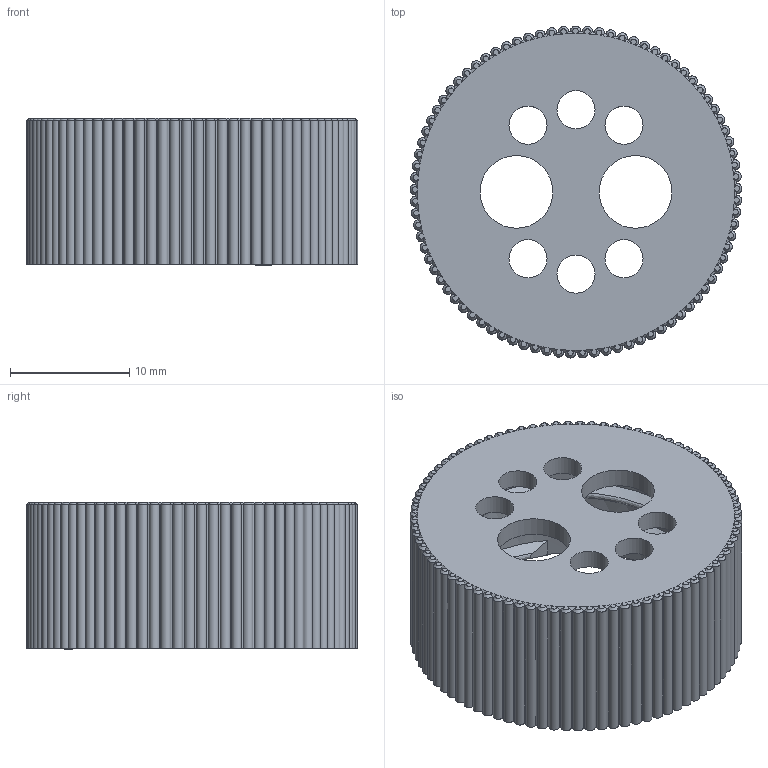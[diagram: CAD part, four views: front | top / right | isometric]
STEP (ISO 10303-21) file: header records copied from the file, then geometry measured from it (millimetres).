
FILE_DESCRIPTION(/* description */ (''),/* implementation_level */ '2;1');
FILE_NAME(/* name */ 'vial_cap_2x6.1_6x3.2_ports.step',/* time_stamp */ '2025-10-01T11:22:12+01:00',/* author */ (''),/* organization */ (''),/* preprocessor_version */ 'ST-DEVELOPER v20.1',/* originating_system */ 'Autodesk Translation Framework v14.17.0.0',/* authorisation */ '');
FILE_SCHEMA (('AUTOMOTIVE_DESIGN { 1 0 10303 214 3 1 1 }'));
Length unit declared in the file: millimetre
Products named in the file (1): 2025-09-29-09-19-42-543
Bounding box: 27.85 x 27.85 x 12.38 mm (x, y, z)
Volume: 2472.7 mm3; surface area: 3711.2 mm2
Topology: 1 solids, 1 shells, 364 faces, 907 edges, 547 vertices
Faces by surface type: cylinder 183, cone 171, plane 6, bspline 3, torus 1
Full cylindrical faces by diameter (mm): 3.2 x6, 6.1 x2, 24 x3
Entity records: 12240 total; most frequent: CARTESIAN_POINT 3476, DIRECTION 1978, ORIENTED_EDGE 1814, EDGE_CURVE 907, AXIS2_PLACEMENT_3D 896, VERTEX_POINT 547, CIRCLE 534, EDGE_LOOP 382
